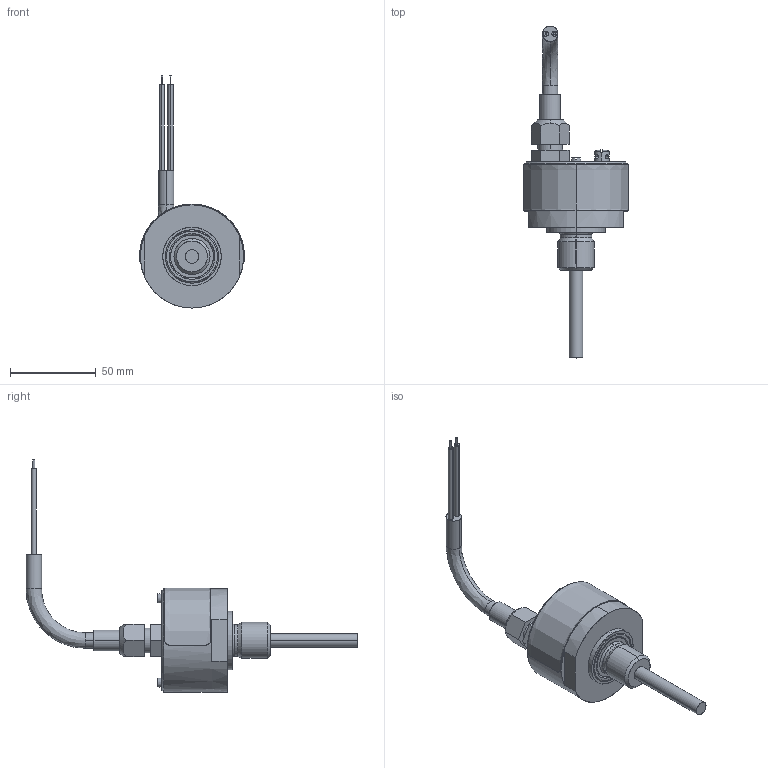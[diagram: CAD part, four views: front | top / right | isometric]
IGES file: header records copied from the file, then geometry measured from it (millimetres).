
Start section: SolidWorks IGES file using analytic representation for surfaces
Global section: file name: MLDTS-2_351978.IGS; native system: SolidWorks 2014; preprocessor: SolidWorks 2014; author: LarsenR; date: 150323.112941; units: millimetre
Bounding box: 61 x 193 x 135 mm (x, y, z)
Surface area: 30286.1 mm2 (no closed solid volume)
Topology: 0 solids, 0 shells, 125 faces, 1600 edges, 1600 vertices
Faces by surface type: revolution 63, bspline 62
